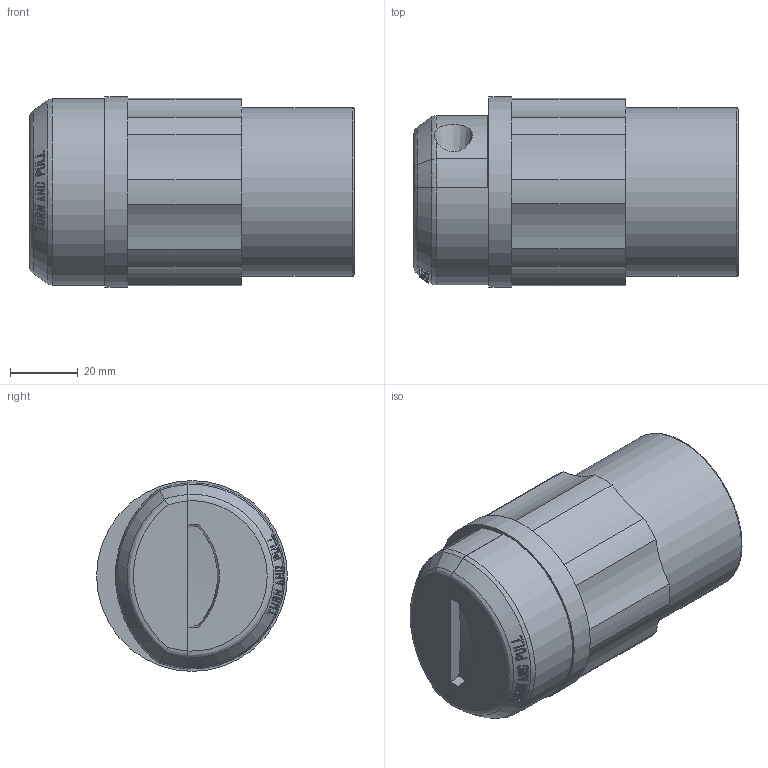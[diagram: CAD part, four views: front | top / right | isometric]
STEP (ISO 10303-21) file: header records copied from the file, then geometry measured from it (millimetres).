
FILE_DESCRIPTION (( 'STEP AP214' ), '1' );
FILE_NAME ('CATSTD-02423-000-M01.STEP', '2020-03-26T14:09:47', ( '' ), ( '' ), 'SwSTEP 2.0', 'SolidWorks 2017', '' );
FILE_SCHEMA (( 'AUTOMOTIVE_DESIGN' ));
Length unit declared in the file: inch
Products named in the file (2): CATSTD-02423-000-M01
Bounding box: 96.06 x 56.52 x 56.52 mm (x, y, z)
Volume: 198605.1 mm3; surface area: 26827.7 mm2
Topology: 1 solids, 1 shells, 305 faces, 788 edges, 521 vertices
Faces by surface type: plane 198, cylinder 63, cone 35, bspline 9
Full cylindrical faces by diameter (mm): 5.588 x2, 6.35 x2, 46.025 x1, 49.987 x1, 56.515 x1
Entity records: 11553 total; most frequent: CARTESIAN_POINT 3740, ORIENTED_EDGE 1546, DIRECTION 1298, EDGE_CURVE 773, VERTEX_POINT 518, AXIS2_PLACEMENT_3D 468, LINE 362, VECTOR 362
